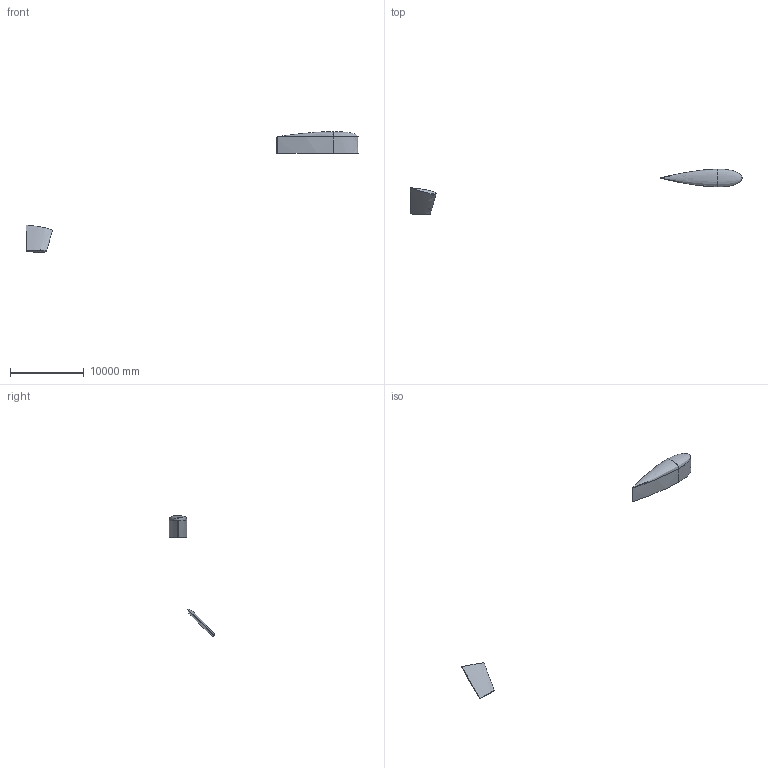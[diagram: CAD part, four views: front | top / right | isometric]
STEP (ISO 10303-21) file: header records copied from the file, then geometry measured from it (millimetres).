
FILE_DESCRIPTION((''),'2;1');
FILE_NAME('PRT0001','2023-02-07T19:52:36',('vpetrov'),(''),'CREO PARAMETRIC BY PTC INC, 2022414','CREO PARAMETRIC BY PTC INC, 2022414','');
FILE_SCHEMA(('CONFIG_CONTROL_DESIGN'));
Length unit declared in the file: metre
Products named in the file (1): PRT0001
Bounding box: 45023.38 x 6191.57 x 16381.13 mm (x, y, z)
Surface area: 108449775.4 mm2 (no closed solid volume)
Topology: 0 solids, 3 shells, 18 faces, 58 edges, 39 vertices
Faces by surface type: bspline 11, extrusion 3, cylinder 2, plane 2
Entity records: 16901 total; most frequent: CARTESIAN_POINT 16497, ORIENTED_EDGE 88, EDGE_CURVE 56, B_SPLINE_CURVE_WITH_KNOTS 48, VERTEX_POINT 39, DIRECTION 24, EDGE_LOOP 18, FACE_OUTER_BOUND 18
